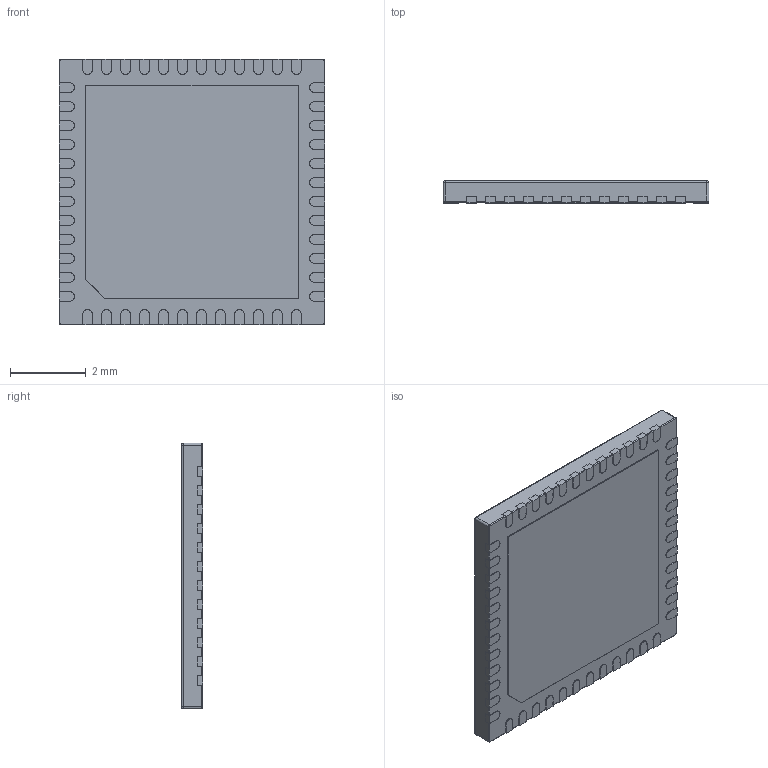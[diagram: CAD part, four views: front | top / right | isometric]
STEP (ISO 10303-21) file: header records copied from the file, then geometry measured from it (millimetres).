
FILE_DESCRIPTION (( 'STEP AP214' ), '1' );
FILE_NAME ('STM32F423CHU3.STEP', '2024-08-09T08:20:34', ( '' ), ( '' ), 'SwSTEP 2.0', 'SolidWorks 2016', '' );
FILE_SCHEMA (( 'AUTOMOTIVE_DESIGN' ));
Length unit declared in the file: millimetre
Products named in the file (1): STM32F423CHU3
Bounding box: 7 x 0.57 x 7 mm (x, y, z)
Volume: 27.6 mm3; surface area: 203.5 mm2
Topology: 50 solids, 50 shells, 630 faces, 1568 edges, 1036 vertices
Faces by surface type: plane 404, cylinder 218, sphere 4, torus 4
Entity records: 22956 total; most frequent: DIRECTION 3266, CARTESIAN_POINT 3231, ORIENTED_EDGE 3128, EDGE_CURVE 1564, VECTOR 1124, LINE 1124, AXIS2_PLACEMENT_3D 1071, VERTEX_POINT 1036
